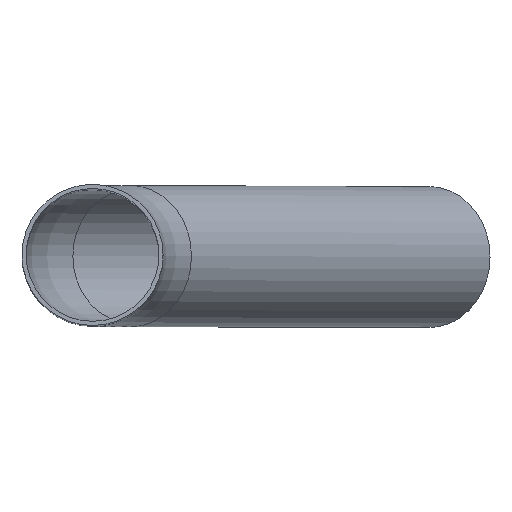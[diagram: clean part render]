
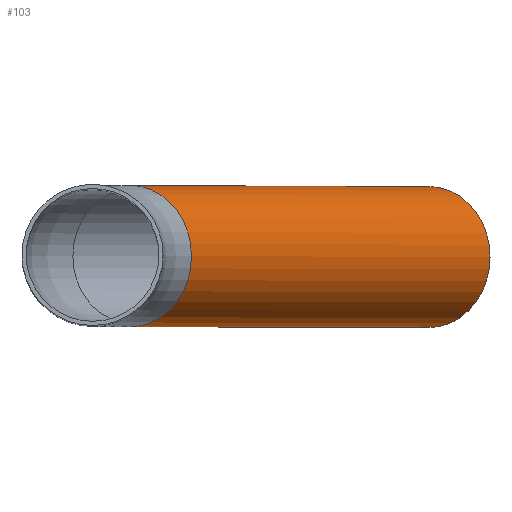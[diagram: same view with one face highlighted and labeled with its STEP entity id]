
A CAD part, top view. The second image highlights one B-rep face of the part: STEP entity #103.
In plain terms, the highlighted cylindrical face has radius 25.4 mm (diameter 50.8 mm), a full revolution.
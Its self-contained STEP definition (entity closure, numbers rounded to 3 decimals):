
#103=ADVANCED_FACE('',(#175,#177),#179,.T.);
#175=FACE_OUTER_BOUND('',#176,.T.);
#176=EDGE_LOOP('',(#212));
#177=FACE_OUTER_BOUND('',#178,.T.);
#178=EDGE_LOOP('',(#213));
#179=CYLINDRICAL_SURFACE('',#180,25.4);
#180=AXIS2_PLACEMENT_3D('',#181,#182,#183);
#181=CARTESIAN_POINT('',(13.612,0.,-265.8));
#182=DIRECTION('',(0.5,0.,-0.866));
#183=DIRECTION('',(0.866,0.,0.5));
#212=ORIENTED_EDGE('',*,*,#222,.F.);
#213=ORIENTED_EDGE('',*,*,#224,.T.);
#222=EDGE_CURVE('',#234,#234,#235,.T.);
#224=EDGE_CURVE('',#238,#238,#239,.T.);
#234=VERTEX_POINT('',#262);
#235=CIRCLE('',#263,25.4);
#238=VERTEX_POINT('',#272);
#239=CIRCLE('',#273,25.4);
#262=CARTESIAN_POINT('',(143.109,0.,-439.295));
#263=AXIS2_PLACEMENT_3D('',#264,#265,#266);
#264=CARTESIAN_POINT('',(121.112,0.,-451.995));
#265=DIRECTION('',(0.5,0.,-0.866));
#266=DIRECTION('',(0.866,0.,0.5));
#272=CARTESIAN_POINT('',(35.609,0.,-253.1));
#273=AXIS2_PLACEMENT_3D('',#274,#275,#276);
#274=CARTESIAN_POINT('',(13.612,0.,-265.8));
#275=DIRECTION('',(0.5,-0.,-0.866));
#276=DIRECTION('',(0.866,0.,0.5));
